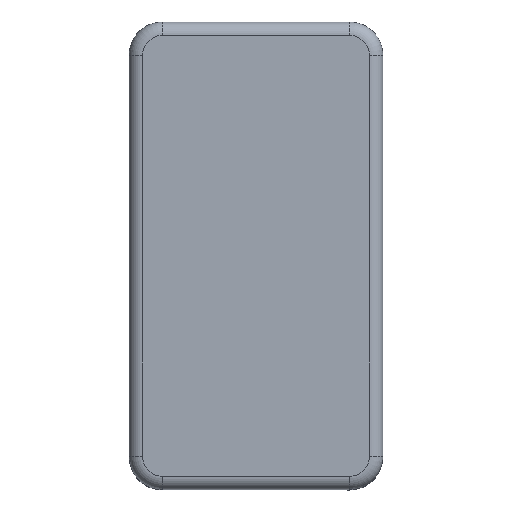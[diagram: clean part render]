
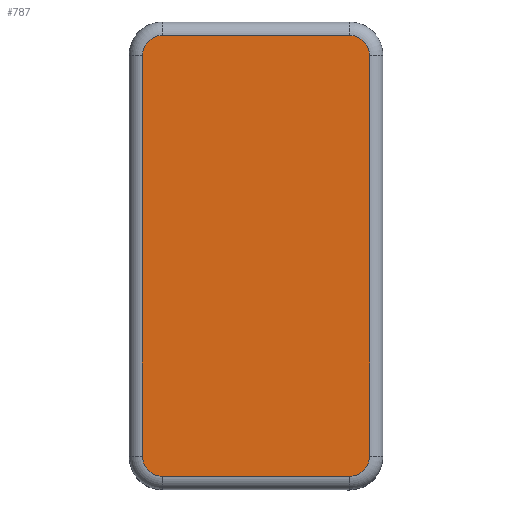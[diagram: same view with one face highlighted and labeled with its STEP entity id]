
A CAD part, top view. The second image highlights one B-rep face of the part: STEP entity #787.
In plain terms, the highlighted planar face has unit normal (0, 0, 1).
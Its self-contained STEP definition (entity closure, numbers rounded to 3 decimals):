
#35=PLANE('',#882);
#80=LINE('',#1269,#151);
#82=LINE('',#1281,#153);
#84=LINE('',#1293,#155);
#85=LINE('',#1304,#156);
#151=VECTOR('',#1023,10.);
#153=VECTOR('',#1037,10.);
#155=VECTOR('',#1051,10.);
#156=VECTOR('',#1064,10.);
#232=FACE_OUTER_BOUND('',#277,.T.);
#277=EDGE_LOOP('',(#645,#646,#647,#648,#649,#650,#651,#652));
#324=CIRCLE('',#863,3.);
#328=CIRCLE('',#869,3.);
#331=CIRCLE('',#874,3.);
#334=CIRCLE('',#879,3.);
#380=VERTEX_POINT('',#1262);
#383=VERTEX_POINT('',#1267);
#385=VERTEX_POINT('',#1273);
#387=VERTEX_POINT('',#1279);
#389=VERTEX_POINT('',#1285);
#391=VERTEX_POINT('',#1291);
#393=VERTEX_POINT('',#1296);
#395=VERTEX_POINT('',#1302);
#470=EDGE_CURVE('',#383,#380,#80,.T.);
#473=EDGE_CURVE('',#385,#383,#324,.T.);
#476=EDGE_CURVE('',#387,#385,#82,.T.);
#479=EDGE_CURVE('',#389,#387,#328,.T.);
#482=EDGE_CURVE('',#391,#389,#84,.T.);
#484=EDGE_CURVE('',#393,#391,#331,.T.);
#487=EDGE_CURVE('',#395,#393,#85,.T.);
#489=EDGE_CURVE('',#380,#395,#334,.T.);
#645=ORIENTED_EDGE('',*,*,#470,.F.);
#646=ORIENTED_EDGE('',*,*,#473,.F.);
#647=ORIENTED_EDGE('',*,*,#476,.F.);
#648=ORIENTED_EDGE('',*,*,#479,.F.);
#649=ORIENTED_EDGE('',*,*,#482,.F.);
#650=ORIENTED_EDGE('',*,*,#484,.F.);
#651=ORIENTED_EDGE('',*,*,#487,.F.);
#652=ORIENTED_EDGE('',*,*,#489,.F.);
#787=ADVANCED_FACE('',(#232),#35,.T.);
#863=AXIS2_PLACEMENT_3D('',#1275,#1030,#1031);
#869=AXIS2_PLACEMENT_3D('',#1287,#1044,#1045);
#874=AXIS2_PLACEMENT_3D('',#1298,#1056,#1057);
#879=AXIS2_PLACEMENT_3D('',#1307,#1068,#1069);
#882=AXIS2_PLACEMENT_3D('',#1315,#1077,#1078);
#1023=DIRECTION('',(0.,-1.,0.));
#1030=DIRECTION('center_axis',(0.,0.,-1.));
#1031=DIRECTION('ref_axis',(0.707,0.707,0.));
#1037=DIRECTION('',(1.,0.,0.));
#1044=DIRECTION('center_axis',(0.,0.,-1.));
#1045=DIRECTION('ref_axis',(-0.707,0.707,0.));
#1051=DIRECTION('',(0.,1.,0.));
#1056=DIRECTION('center_axis',(0.,0.,-1.));
#1057=DIRECTION('ref_axis',(-0.707,-0.707,0.));
#1064=DIRECTION('',(-1.,0.,0.));
#1068=DIRECTION('center_axis',(0.,0.,-1.));
#1069=DIRECTION('ref_axis',(0.707,-0.707,0.));
#1077=DIRECTION('center_axis',(0.,0.,1.));
#1078=DIRECTION('ref_axis',(-1.,0.,0.));
#1262=CARTESIAN_POINT('',(17.,-30.,37.));
#1267=CARTESIAN_POINT('',(17.,30.,37.));
#1269=CARTESIAN_POINT('',(17.,-15.,37.));
#1273=CARTESIAN_POINT('',(14.,33.,37.));
#1275=CARTESIAN_POINT('Origin',(14.,30.,37.));
#1279=CARTESIAN_POINT('',(-14.,33.,37.));
#1281=CARTESIAN_POINT('',(7.,33.,37.));
#1285=CARTESIAN_POINT('',(-17.,30.,37.));
#1287=CARTESIAN_POINT('Origin',(-14.,30.,37.));
#1291=CARTESIAN_POINT('',(-17.,-30.,37.));
#1293=CARTESIAN_POINT('',(-17.,15.,37.));
#1296=CARTESIAN_POINT('',(-14.,-33.,37.));
#1298=CARTESIAN_POINT('Origin',(-14.,-30.,37.));
#1302=CARTESIAN_POINT('',(14.,-33.,37.));
#1304=CARTESIAN_POINT('',(-7.,-33.,37.));
#1307=CARTESIAN_POINT('Origin',(14.,-30.,37.));
#1315=CARTESIAN_POINT('Origin',(0.,0.,
37.));
